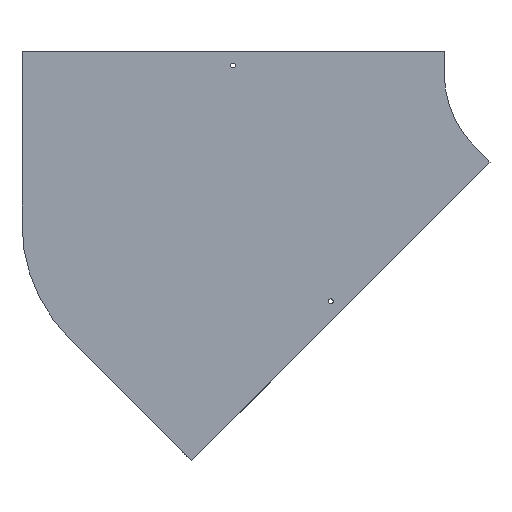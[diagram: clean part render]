
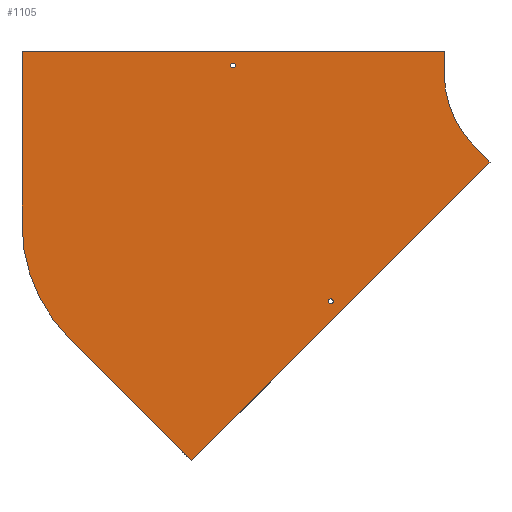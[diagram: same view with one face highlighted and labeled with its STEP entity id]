
A CAD part, front view. The second image highlights one B-rep face of the part: STEP entity #1105.
In plain terms, the highlighted planar face has unit normal (0, -1, 0).
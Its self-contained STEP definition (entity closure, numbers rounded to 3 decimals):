
#9 = CARTESIAN_POINT ( 'NONE',  ( -70., 0., -245.391 ) ) ;
#10 = DIRECTION ( 'NONE',  ( 0., 1., 0. ) ) ;
#11 = DIRECTION ( 'NONE',  ( 0., 0., 1. ) ) ;
#37 = CARTESIAN_POINT ( 'NONE',  ( 138.873, 0., -355.269 ) ) ;
#38 = DIRECTION ( 'NONE',  ( 0., -1., 0. ) ) ;
#39 = DIRECTION ( 'NONE',  ( 0., 0., 1. ) ) ;
#41 = CARTESIAN_POINT ( 'NONE',  ( 0., 0., -20. ) ) ;
#42 = DIRECTION ( 'NONE',  ( 0., -1., 0. ) ) ;
#43 = DIRECTION ( 'NONE',  ( 0., 0., 1. ) ) ;
#126 = ORIENTED_EDGE ( 'NONE', *, *, #660, .F. ) ;
#127 = ORIENTED_EDGE ( 'NONE', *, *, #661, .F. ) ;
#128 = ORIENTED_EDGE ( 'NONE', *, *, #647, .F. ) ;
#129 = ORIENTED_EDGE ( 'NONE', *, *, #639, .F. ) ;
#130 = ORIENTED_EDGE ( 'NONE', *, *, #633, .F. ) ;
#131 = ORIENTED_EDGE ( 'NONE', *, *, #626, .F. ) ;
#132 = ORIENTED_EDGE ( 'NONE', *, *, #623, .F. ) ;
#133 = ORIENTED_EDGE ( 'NONE', *, *, #612, .F. ) ;
#134 = ORIENTED_EDGE ( 'NONE', *, *, #608, .F. ) ;
#135 = ORIENTED_EDGE ( 'NONE', *, *, #650, .F. ) ;
#172 = VERTEX_POINT ( 'NONE', #932 ) ;
#205 = VERTEX_POINT ( 'NONE', #557 ) ;
#207 = VERTEX_POINT ( 'NONE', #559 ) ;
#215 = VERTEX_POINT ( 'NONE', #720 ) ;
#216 = VERTEX_POINT ( 'NONE', #719 ) ;
#222 = VERTEX_POINT ( 'NONE', #711 ) ;
#230 = VERTEX_POINT ( 'NONE', #860 ) ;
#231 = VERTEX_POINT ( 'NONE', #862 ) ;
#249 = EDGE_LOOP ( 'NONE', ( #126 ) ) ;
#263 = CARTESIAN_POINT ( 'NONE',  ( 138.873, 0., -351.769 ) ) ;
#264 = CARTESIAN_POINT ( 'NONE',  ( 0., 0., -16.5 ) ) ;
#330 = FACE_OUTER_BOUND ( 'NONE', #940, .T. ) ;
#335 = FACE_BOUND ( 'NONE', #249, .T. ) ;
#338 = FACE_BOUND ( 'NONE', #948, .T. ) ;
#365 = VERTEX_POINT ( 'NONE', #263 ) ;
#366 = VERTEX_POINT ( 'NONE', #264 ) ;
#402 = LINE ( 'NONE', #1180, #403 ) ;
#403 = VECTOR ( 'NONE', #1175, 1000. ) ;
#410 = LINE ( 'NONE', #1190, #413 ) ;
#413 = VECTOR ( 'NONE', #1191, 1000. ) ;
#431 = LINE ( 'NONE', #1211, #433 ) ;
#433 = VECTOR ( 'NONE', #1205, 1000. ) ;
#434 = CIRCLE ( 'NONE', #670, 150. ) ;
#446 = LINE ( 'NONE', #1239, #449 ) ;
#449 = VECTOR ( 'NONE', #1240, 1000. ) ;
#458 = LINE ( 'NONE', #1251, #461 ) ;
#461 = VECTOR ( 'NONE', #1252, 1000. ) ;
#473 = LINE ( 'NONE', #1261, #475 ) ;
#475 = VECTOR ( 'NONE', #1262, 1000. ) ;
#478 = CIRCLE ( 'NONE', #676, 230. ) ;
#491 = CIRCLE ( 'NONE', #682, 3.5 ) ;
#496 = CIRCLE ( 'NONE', #683, 3.5 ) ;
#557 = CARTESIAN_POINT ( 'NONE',  ( -59.117, 0., -581.543 ) ) ;
#559 = CARTESIAN_POINT ( 'NONE',  ( -232.635, 0., -408.026 ) ) ;
#608 = EDGE_CURVE ( 'NONE', #172, #230, #402, .T. ) ;
#612 = EDGE_CURVE ( 'NONE', #230, #231, #410, .T. ) ;
#623 = EDGE_CURVE ( 'NONE', #231, #222, #431, .T. ) ;
#626 = EDGE_CURVE ( 'NONE', #222, #216, #434, .T. ) ;
#633 = EDGE_CURVE ( 'NONE', #216, #215, #446, .T. ) ;
#639 = EDGE_CURVE ( 'NONE', #215, #205, #458, .T. ) ;
#647 = EDGE_CURVE ( 'NONE', #205, #207, #473, .T. ) ;
#650 = EDGE_CURVE ( 'NONE', #207, #172, #478, .T. ) ;
#660 = EDGE_CURVE ( 'NONE', #365, #365, #491, .T. ) ;
#661 = EDGE_CURVE ( 'NONE', #366, #366, #496, .T. ) ;
#670 = AXIS2_PLACEMENT_3D ( 'NONE', #1221, #1222, #1223 ) ;
#676 = AXIS2_PLACEMENT_3D ( 'NONE', #9, #10, #11 ) ;
#682 = AXIS2_PLACEMENT_3D ( 'NONE', #37, #38, #39 ) ;
#683 = AXIS2_PLACEMENT_3D ( 'NONE', #41, #42, #43 ) ;
#711 = CARTESIAN_POINT ( 'NONE',  ( 300., 0., -30. ) ) ;
#719 = CARTESIAN_POINT ( 'NONE',  ( 343.934, 0., -136.066 ) ) ;
#720 = CARTESIAN_POINT ( 'NONE',  ( 365.147, 0., -157.279 ) ) ;
#804 = DIRECTION ( 'NONE',  ( 0., 1., 0. ) ) ;
#810 = CARTESIAN_POINT ( 'NONE',  ( -70., 0., -245.391 ) ) ;
#812 = PLANE ( 'NONE',  #868 ) ;
#814 = DIRECTION ( 'NONE',  ( 0., 0., 1. ) ) ;
#860 = CARTESIAN_POINT ( 'NONE',  ( -300., 0., 0. ) ) ;
#862 = CARTESIAN_POINT ( 'NONE',  ( 300., 0., 0. ) ) ;
#868 = AXIS2_PLACEMENT_3D ( 'NONE', #810, #804, #814 ) ;
#932 = CARTESIAN_POINT ( 'NONE',  ( -300., 0., -245.391 ) ) ;
#940 = EDGE_LOOP ( 'NONE', ( #128, #129, #130, #131, #132, #133, #134, #135 ) ) ;
#948 = EDGE_LOOP ( 'NONE', ( #127 ) ) ;
#1105 = ADVANCED_FACE ( 'NONE', ( #335, #338, #330 ), #812, .F. ) ;
#1175 = DIRECTION ( 'NONE',  ( 0., 0., 1. ) ) ;
#1180 = CARTESIAN_POINT ( 'NONE',  ( -300., 0., 0. ) ) ;
#1190 = CARTESIAN_POINT ( 'NONE',  ( -300., 0., 0. ) ) ;
#1191 = DIRECTION ( 'NONE',  ( 1., 0., 0. ) ) ;
#1205 = DIRECTION ( 'NONE',  ( 0., 0., -1. ) ) ;
#1211 = CARTESIAN_POINT ( 'NONE',  ( 300., 0., 0. ) ) ;
#1221 = CARTESIAN_POINT ( 'NONE',  ( 450., 0., -30. ) ) ;
#1222 = DIRECTION ( 'NONE',  ( 0., -1., 0. ) ) ;
#1223 = DIRECTION ( 'NONE',  ( 0., 0., -1. ) ) ;
#1239 = CARTESIAN_POINT ( 'NONE',  ( 365.147, 0., -157.279 ) ) ;
#1240 = DIRECTION ( 'NONE',  ( 0.707, 0., -0.707 ) ) ;
#1251 = CARTESIAN_POINT ( 'NONE',  ( -59.117, 0., -581.543 ) ) ;
#1252 = DIRECTION ( 'NONE',  ( -0.707, 0., -0.707 ) ) ;
#1261 = CARTESIAN_POINT ( 'NONE',  ( -232.635, 0., -408.026 ) ) ;
#1262 = DIRECTION ( 'NONE',  ( -0.707, 0., 0.707 ) ) ;
